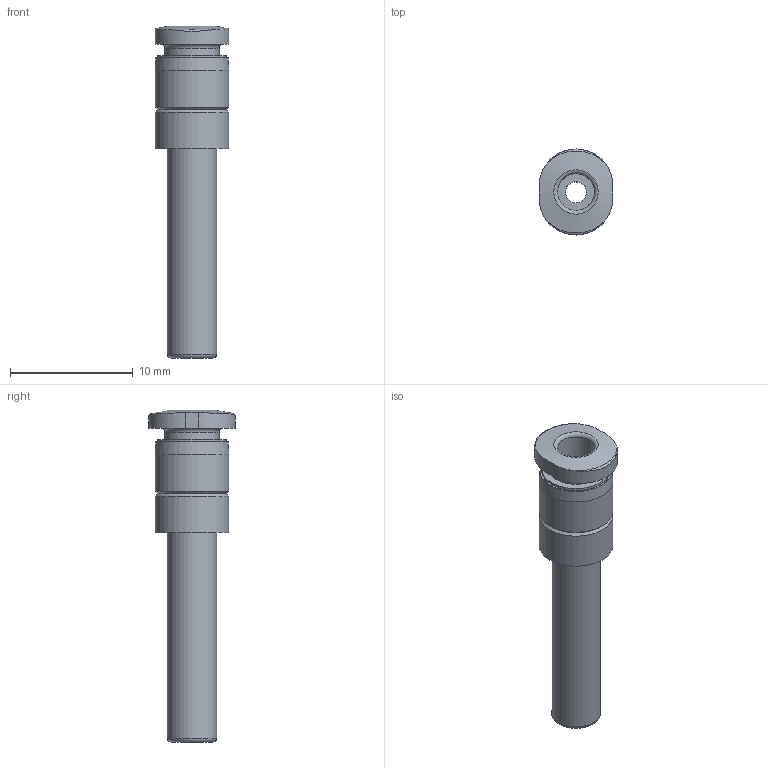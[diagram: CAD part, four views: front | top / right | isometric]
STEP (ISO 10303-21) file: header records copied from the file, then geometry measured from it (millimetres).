
FILE_DESCRIPTION(/* description */ ('STEP AP214'),/* implementation_level */ '2;1');
FILE_NAME(/* name */ '130762_QSM-4H-3-100',/* time_stamp */ '2024-09-14T12:18:05+02:00',/* author */ ('License CC BY-ND 4.0'),/* organization */ ('CADENAS'),/* preprocessor_version */ 'ST-DEVELOPER v19.3',/* originating_system */ 'PARTsolutions',/* authorisation */ ' ');
FILE_SCHEMA (('AUTOMOTIVE_DESIGN {1 0 10303 214 3 1 1}'));
Length unit declared in the file: millimetre
Products named in the file (1): 130762 QSM-4H-3-100
Bounding box: 6 x 7 x 27 mm (x, y, z)
Volume: 373.7 mm3; surface area: 670.9 mm2
Topology: 1 solids, 1 shells, 26 faces, 55 edges, 35 vertices
Faces by surface type: cylinder 9, plane 8, torus 5, cone 4
Full cylindrical faces by diameter (mm): 1.7 x1, 3 x1, 4 x1, 4.4 x1, 5.6 x1, 6 x2
Entity records: 835 total; most frequent: CARTESIAN_POINT 129, DIRECTION 106, ORIENTED_EDGE 78, AXIS2_PLACEMENT_3D 50, EDGE_LOOP 46, FACE_BOUND 46, EDGE_CURVE 39, VERTEX_POINT 33
